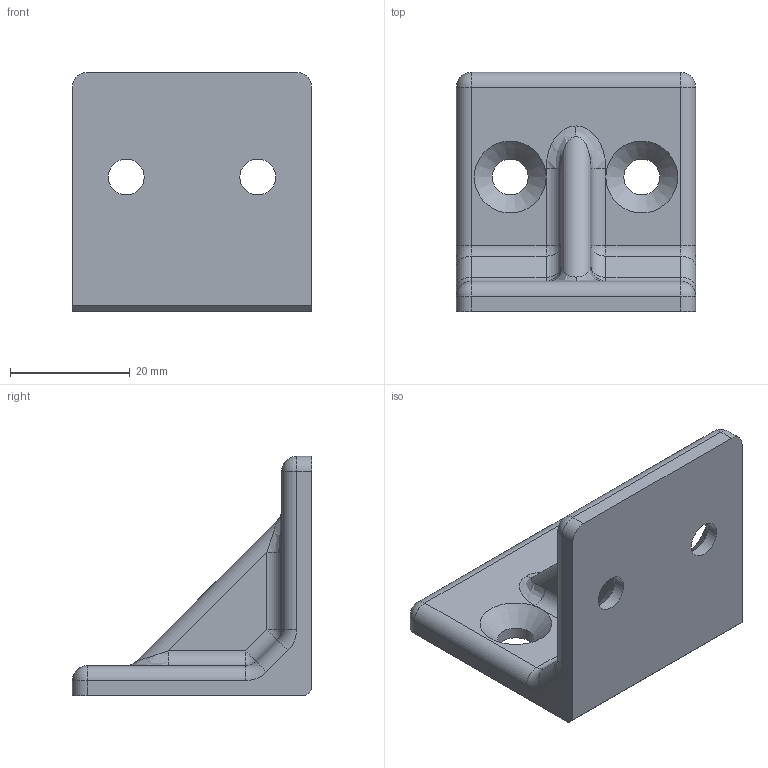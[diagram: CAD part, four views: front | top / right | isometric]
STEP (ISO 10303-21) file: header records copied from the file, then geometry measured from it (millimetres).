
FILE_DESCRIPTION(('STEP AP203'), '1');
FILE_NAME('40mm_6mm_DIN963_DIN965', '2024-11-25T06:30:58', ('Stebashka'), (''), 'C3D Converter', 'C3D Toolkit', '');
FILE_SCHEMA(('CONFIG_CONTROL_DESIGN'));
Length unit declared in the file: millimetre
Bounding box: 40 x 40 x 40 mm (x, y, z)
Volume: 15683.5 mm3; surface area: 7213.9 mm2
Topology: 1 solids, 1 shells, 60 faces, 148 edges, 78 vertices
Faces by surface type: cylinder 27, plane 13, sphere 8, cone 4, bspline 4, torus 4
Full cylindrical faces by diameter (mm): 6 x4
Entity records: 1959 total; most frequent: CARTESIAN_POINT 579, DIRECTION 302, ORIENTED_EDGE 264, EDGE_CURVE 132, AXIS2_PLACEMENT_3D 121, VERTEX_POINT 78, EDGE_LOOP 72, CIRCLE 64
